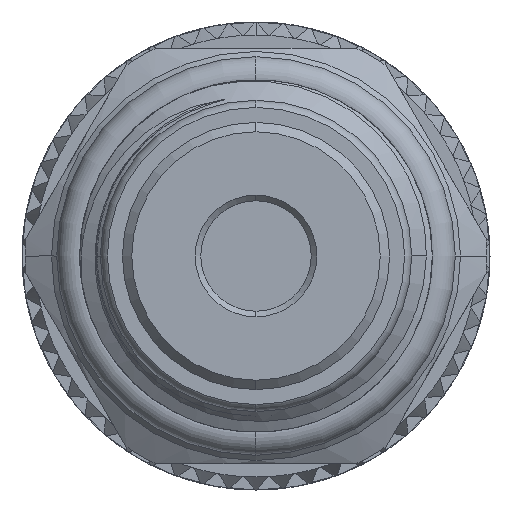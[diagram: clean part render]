
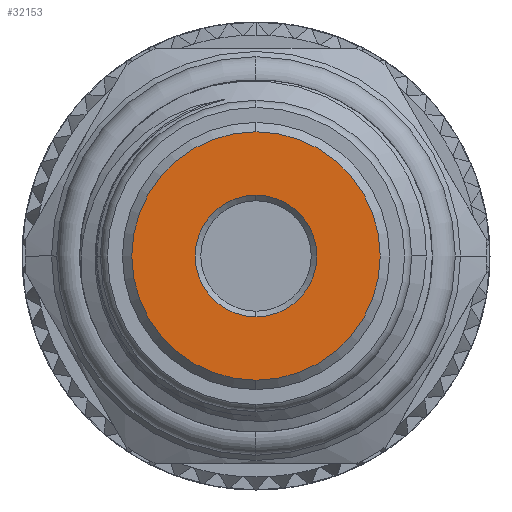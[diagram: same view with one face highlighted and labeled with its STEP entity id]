
A CAD part, left-side view. The second image highlights one B-rep face of the part: STEP entity #32153.
In plain terms, the highlighted planar face has unit normal (-1, 0, 0).
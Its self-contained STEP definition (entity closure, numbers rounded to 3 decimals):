
#249 = CARTESIAN_POINT ( 'NONE',  ( -6.863, 0., 0. ) ) ;
#418 = AXIS2_PLACEMENT_3D ( 'NONE', #249, #22721, #30892 ) ;
#3413 = CARTESIAN_POINT ( 'NONE',  ( -6.863, 0., 0. ) ) ;
#3478 = ORIENTED_EDGE ( 'NONE', *, *, #14693, .T. ) ;
#4084 = FACE_BOUND ( 'NONE', #19123, .T. ) ;
#4902 = CIRCLE ( 'NONE', #6652, 3.25 ) ;
#5039 = VERTEX_POINT ( 'NONE', #27589 ) ;
#6086 = ORIENTED_EDGE ( 'NONE', *, *, #35650, .T. ) ;
#6113 = DIRECTION ( 'NONE',  ( 1., 0., 0. ) ) ;
#6652 = AXIS2_PLACEMENT_3D ( 'NONE', #31690, #8803, #36416 ) ;
#6852 = DIRECTION ( 'NONE',  ( 0., 0., -1. ) ) ;
#7929 = CARTESIAN_POINT ( 'NONE',  ( -6.863, 0., 0. ) ) ;
#8803 = DIRECTION ( 'NONE',  ( 1., 0., 0. ) ) ;
#10234 = CARTESIAN_POINT ( 'NONE',  ( -6.863, 0., 3.25 ) ) ;
#11263 = VERTEX_POINT ( 'NONE', #32164 ) ;
#13042 = EDGE_CURVE ( 'NONE', #11263, #14937, #32954, .T. ) ;
#14693 = EDGE_CURVE ( 'NONE', #5039, #28959, #15212, .T. ) ;
#14937 = VERTEX_POINT ( 'NONE', #32860 ) ;
#15212 = CIRCLE ( 'NONE', #30509, 3.25 ) ;
#16491 = AXIS2_PLACEMENT_3D ( 'NONE', #21054, #18044, #6852 ) ;
#18044 = DIRECTION ( 'NONE',  ( -1., 0., 0. ) ) ;
#18690 = AXIS2_PLACEMENT_3D ( 'NONE', #3413, #6113, #34484 ) ;
#19123 = EDGE_LOOP ( 'NONE', ( #25761, #3478 ) ) ;
#19163 = DIRECTION ( 'NONE',  ( 0., 0., -1. ) ) ;
#21054 = CARTESIAN_POINT ( 'NONE',  ( -6.863, 0., 0. ) ) ;
#22721 = DIRECTION ( 'NONE',  ( -1., 0., 0. ) ) ;
#23028 = PLANE ( 'NONE',  #18690 ) ;
#25761 = ORIENTED_EDGE ( 'NONE', *, *, #32569, .T. ) ;
#27589 = CARTESIAN_POINT ( 'NONE',  ( -6.863, 0., -3.25 ) ) ;
#28437 = CIRCLE ( 'NONE', #418, 6.635 ) ;
#28959 = VERTEX_POINT ( 'NONE', #10234 ) ;
#30415 = EDGE_LOOP ( 'NONE', ( #6086, #32749 ) ) ;
#30509 = AXIS2_PLACEMENT_3D ( 'NONE', #7929, #33009, #19163 ) ;
#30578 = FACE_OUTER_BOUND ( 'NONE', #30415, .T. ) ;
#30892 = DIRECTION ( 'NONE',  ( 0., 0., -1. ) ) ;
#31690 = CARTESIAN_POINT ( 'NONE',  ( -6.863, 0., 0. ) ) ;
#32153 = ADVANCED_FACE ( 'NONE', ( #4084, #30578 ), #23028, .F. ) ;
#32164 = CARTESIAN_POINT ( 'NONE',  ( -6.863, 0., 6.635 ) ) ;
#32569 = EDGE_CURVE ( 'NONE', #28959, #5039, #4902, .T. ) ;
#32749 = ORIENTED_EDGE ( 'NONE', *, *, #13042, .T. ) ;
#32860 = CARTESIAN_POINT ( 'NONE',  ( -6.863, 0., -6.635 ) ) ;
#32954 = CIRCLE ( 'NONE', #16491, 6.635 ) ;
#33009 = DIRECTION ( 'NONE',  ( 1., 0., 0. ) ) ;
#34484 = DIRECTION ( 'NONE',  ( 0., 0., -1. ) ) ;
#35650 = EDGE_CURVE ( 'NONE', #14937, #11263, #28437, .T. ) ;
#36416 = DIRECTION ( 'NONE',  ( 0., 0., -1. ) ) ;
